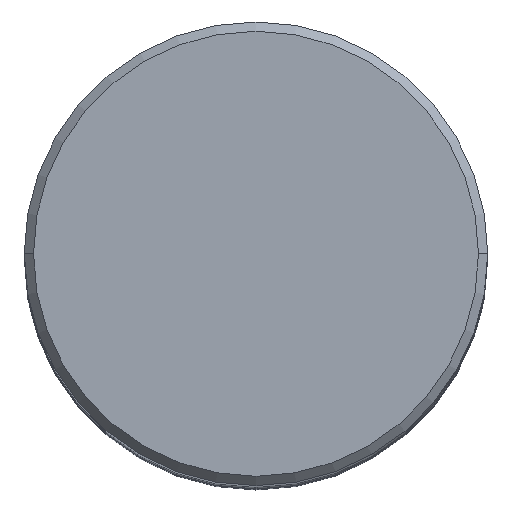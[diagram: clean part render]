
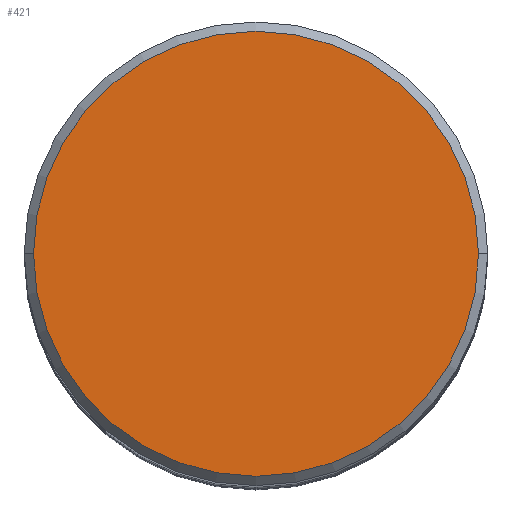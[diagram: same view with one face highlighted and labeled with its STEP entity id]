
A CAD part, top view. The second image highlights one B-rep face of the part: STEP entity #421.
In plain terms, the highlighted planar face has unit normal (0, 0, 1).
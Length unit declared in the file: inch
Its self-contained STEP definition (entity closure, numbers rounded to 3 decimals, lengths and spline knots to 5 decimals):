
#17 = PLANE ( 'NONE',  #323 ) ;
#61 = EDGE_CURVE ( 'NONE', #263, #302, #381, .T. ) ;
#95 = DIRECTION ( 'NONE',  ( 0., 0., 1. ) ) ;
#98 = DIRECTION ( 'NONE',  ( -1., 0., 0. ) ) ;
#142 = CARTESIAN_POINT ( 'NONE',  ( -0.48, 0., 0. ) ) ;
#186 = CARTESIAN_POINT ( 'NONE',  ( 0., 0., 0. ) ) ;
#192 = DIRECTION ( 'NONE',  ( 0., 0., -1. ) ) ;
#240 = EDGE_LOOP ( 'NONE', ( #378, #358 ) ) ;
#261 = AXIS2_PLACEMENT_3D ( 'NONE', #186, #542, #98 ) ;
#263 = VERTEX_POINT ( 'NONE', #497 ) ;
#302 = VERTEX_POINT ( 'NONE', #142 ) ;
#312 = DIRECTION ( 'NONE',  ( -1., 0., 0. ) ) ;
#319 = CARTESIAN_POINT ( 'NONE',  ( 0., 0., 0. ) ) ;
#323 = AXIS2_PLACEMENT_3D ( 'NONE', #502, #95, #541 ) ;
#358 = ORIENTED_EDGE ( 'NONE', *, *, #61, .F. ) ;
#363 = EDGE_CURVE ( 'NONE', #302, #263, #442, .T. ) ;
#378 = ORIENTED_EDGE ( 'NONE', *, *, #363, .F. ) ;
#381 = CIRCLE ( 'NONE', #261, 0.48 ) ;
#406 = AXIS2_PLACEMENT_3D ( 'NONE', #319, #192, #312 ) ;
#421 = ADVANCED_FACE ( 'NONE', ( #545 ), #17, .T. ) ;
#442 = CIRCLE ( 'NONE', #406, 0.48 ) ;
#497 = CARTESIAN_POINT ( 'NONE',  ( 0.48, 0., 0. ) ) ;
#502 = CARTESIAN_POINT ( 'NONE',  ( 0., 0.48, 0. ) ) ;
#541 = DIRECTION ( 'NONE',  ( 1., 0., 0. ) ) ;
#542 = DIRECTION ( 'NONE',  ( 0., 0., -1. ) ) ;
#545 = FACE_OUTER_BOUND ( 'NONE', #240, .T. ) ;
